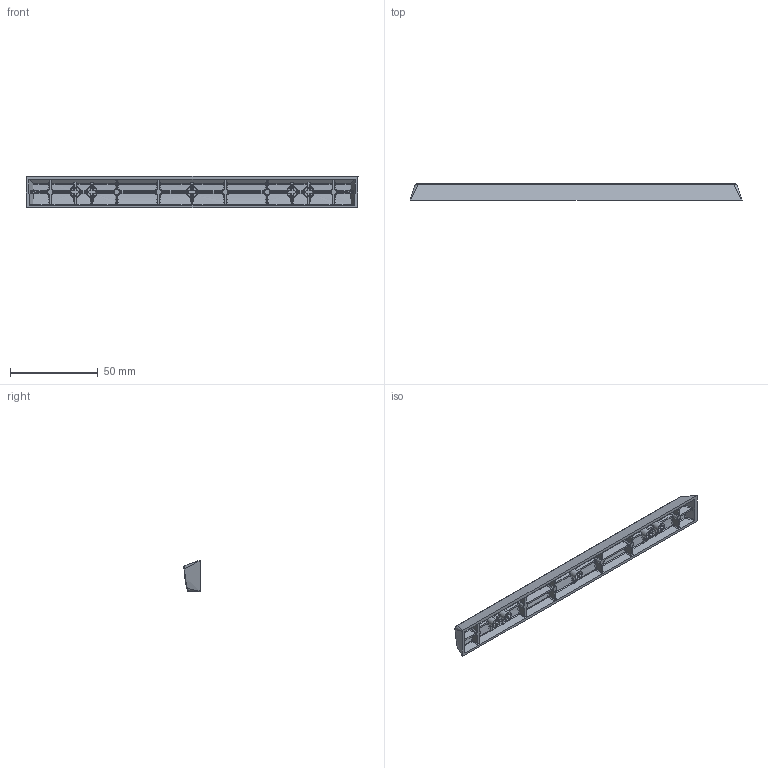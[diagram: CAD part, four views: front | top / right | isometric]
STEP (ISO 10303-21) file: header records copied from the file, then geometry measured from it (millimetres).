
FILE_DESCRIPTION (( 'STEP AP214' ), '1' );
FILE_NAME ('r4c_1000.STEP', '2023-01-18T19:58:59', ( '' ), ( '' ), 'SwSTEP 2.0', 'SolidWorks 2019', '' );
FILE_SCHEMA (( 'AUTOMOTIVE_DESIGN' ));
Length unit declared in the file: millimetre
Products named in the file (1): r4c_1000
Bounding box: 189.55 x 9.2 x 18.1 mm (x, y, z)
Volume: 11553.2 mm3; surface area: 14214.4 mm2
Topology: 1 solids, 1 shells, 714 faces, 1726 edges, 972 vertices
Faces by surface type: cylinder 234, plane 226, sphere 140, bspline 70, torus 44
Entity records: 21560 total; most frequent: CARTESIAN_POINT 5835, DIRECTION 3410, ORIENTED_EDGE 3260, EDGE_CURVE 1630, AXIS2_PLACEMENT_3D 1335, VERTEX_POINT 924, VECTOR 740, LINE 740
